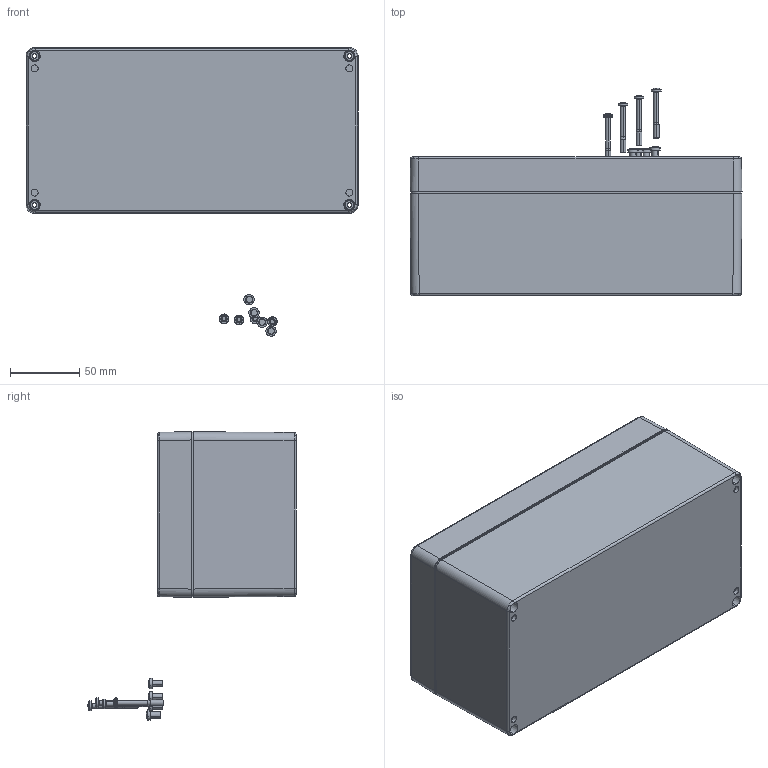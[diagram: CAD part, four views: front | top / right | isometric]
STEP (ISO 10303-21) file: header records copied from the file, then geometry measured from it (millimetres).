
FILE_DESCRIPTION(('FreeCAD Model'),'2;1');
FILE_NAME('240120100.STEP', '2026-03-24T15:33:18',('Author'),(''), 'Open CASCADE STEP processor 7.3','FreeCAD','Unknown');
FILE_SCHEMA(('AUTOMOTIVE_DESIGN { 1 0 10303 214 1 1 1 1 }'));
Length unit declared in the file: millimetre
Products named in the file (9): 240120100; 82002_Standard; 31085_Standard001; 31090-Einpressbuchse_Standard003; 31085_Standard; 32085_Standard; 51007_Standard; 93214_WN1442_D4,5x7,011; 5200.011.0_Standard003
Assembly tree (17 placements, depth 3):
  240120100
    82002_Standard
    31085_Standard001
      31090-Einpressbuchse_Standard003  x4
      31085_Standard
    32085_Standard
    51007_Standard
      93214_WN1442_D4,5x7,011  x4
      5200.011.0_Standard003  x4
Bounding box: 240.5 x 150.77 x 209.08 mm (x, y, z)
Volume: 432413.8 mm3; surface area: 278199.4 mm2
Topology: 15 solids, 15 shells, 1392 faces, 3390 edges, 2076 vertices
Faces by surface type: plane 563, bspline 238, cylinder 223, cone 212, torus 140, revolution 8, sphere 8
Entity records: 39368 total; most frequent: CARTESIAN_POINT 17736, ORIENTED_EDGE 4608, DIRECTION 4100, EDGE_CURVE 2304, AXIS2_PLACEMENT_3D 1584, VERTEX_POINT 1386, FACE_BOUND 1052, EDGE_LOOP 1052
